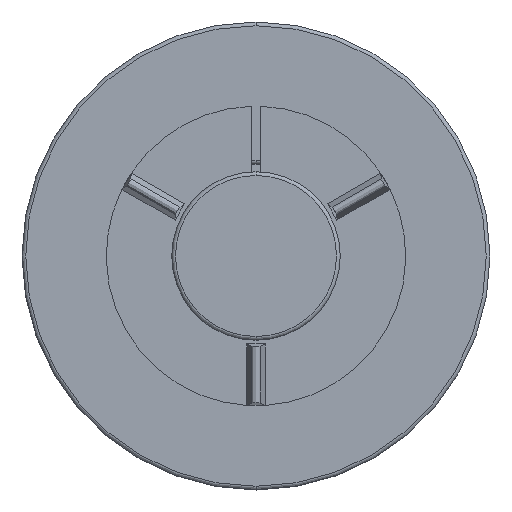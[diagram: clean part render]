
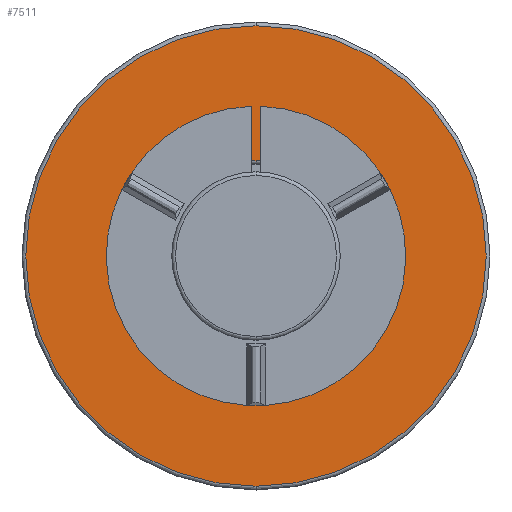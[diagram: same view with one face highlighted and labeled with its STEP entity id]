
A CAD part, front view. The second image highlights one B-rep face of the part: STEP entity #7511.
In plain terms, the highlighted planar face has unit normal (0, -1, 0).
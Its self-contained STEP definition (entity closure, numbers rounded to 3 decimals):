
#84 = CARTESIAN_POINT ( 'NONE',  ( 0., -117., 0. ) ) ;
#189 = CARTESIAN_POINT ( 'NONE',  ( 0., -117., 5.1 ) ) ;
#433 = VERTEX_POINT ( 'NONE', #3958 ) ;
#1270 = CARTESIAN_POINT ( 'NONE',  ( 0., -117., 0. ) ) ;
#2582 = CARTESIAN_POINT ( 'NONE',  ( 0., -117., -12.3 ) ) ;
#2609 = DIRECTION ( 'NONE',  ( 0., 1., 0. ) ) ;
#3334 = DIRECTION ( 'NONE',  ( 0., -1., 0. ) ) ;
#3683 = ORIENTED_EDGE ( 'NONE', *, *, #16195, .T. ) ;
#3958 = CARTESIAN_POINT ( 'NONE',  ( 0., -117., -5.1 ) ) ;
#4747 = EDGE_LOOP ( 'NONE', ( #16653, #3683 ) ) ;
#5064 = PLANE ( 'NONE',  #16498 ) ;
#5178 = AXIS2_PLACEMENT_3D ( 'NONE', #84, #5615, #17824 ) ;
#5615 = DIRECTION ( 'NONE',  ( 0., -1., 0. ) ) ;
#5807 = AXIS2_PLACEMENT_3D ( 'NONE', #1270, #2609, #16405 ) ;
#6073 = CIRCLE ( 'NONE', #5178, 12.3 ) ;
#6760 = VERTEX_POINT ( 'NONE', #2582 ) ;
#6939 = EDGE_CURVE ( 'NONE', #433, #10108, #7607, .T. ) ;
#7352 = EDGE_CURVE ( 'NONE', #10108, #433, #13582, .T. ) ;
#7511 = ADVANCED_FACE ( 'NONE', ( #14575, #17549 ), #5064, .F. ) ;
#7594 = CARTESIAN_POINT ( 'NONE',  ( 0., -117., 0. ) ) ;
#7607 = CIRCLE ( 'NONE', #15993, 5.1 ) ;
#7783 = EDGE_LOOP ( 'NONE', ( #15590, #11854 ) ) ;
#8787 = CARTESIAN_POINT ( 'NONE',  ( 0., -117., 0. ) ) ;
#10108 = VERTEX_POINT ( 'NONE', #189 ) ;
#10556 = CARTESIAN_POINT ( 'NONE',  ( 0., -117., 12.3 ) ) ;
#11043 = CIRCLE ( 'NONE', #11904, 12.3 ) ;
#11848 = CARTESIAN_POINT ( 'NONE',  ( 4.9, -117., 0. ) ) ;
#11854 = ORIENTED_EDGE ( 'NONE', *, *, #6939, .T. ) ;
#11904 = AXIS2_PLACEMENT_3D ( 'NONE', #8787, #3334, #12942 ) ;
#12732 = VERTEX_POINT ( 'NONE', #10556 ) ;
#12942 = DIRECTION ( 'NONE',  ( 0., 0., 1. ) ) ;
#13101 = DIRECTION ( 'NONE',  ( 0., 1., 0. ) ) ;
#13582 = CIRCLE ( 'NONE', #5807, 5.1 ) ;
#14575 = FACE_BOUND ( 'NONE', #7783, .T. ) ;
#15590 = ORIENTED_EDGE ( 'NONE', *, *, #7352, .T. ) ;
#15760 = DIRECTION ( 'NONE',  ( 0., 0., 1. ) ) ;
#15993 = AXIS2_PLACEMENT_3D ( 'NONE', #7594, #13101, #15760 ) ;
#16129 = DIRECTION ( 'NONE',  ( 0., 1., 0. ) ) ;
#16195 = EDGE_CURVE ( 'NONE', #6760, #12732, #6073, .T. ) ;
#16405 = DIRECTION ( 'NONE',  ( 0., 0., 1. ) ) ;
#16498 = AXIS2_PLACEMENT_3D ( 'NONE', #11848, #16129, #17387 ) ;
#16653 = ORIENTED_EDGE ( 'NONE', *, *, #17750, .T. ) ;
#17387 = DIRECTION ( 'NONE',  ( 0., 0., 1. ) ) ;
#17549 = FACE_OUTER_BOUND ( 'NONE', #4747, .T. ) ;
#17750 = EDGE_CURVE ( 'NONE', #12732, #6760, #11043, .T. ) ;
#17824 = DIRECTION ( 'NONE',  ( 0., 0., 1. ) ) ;
